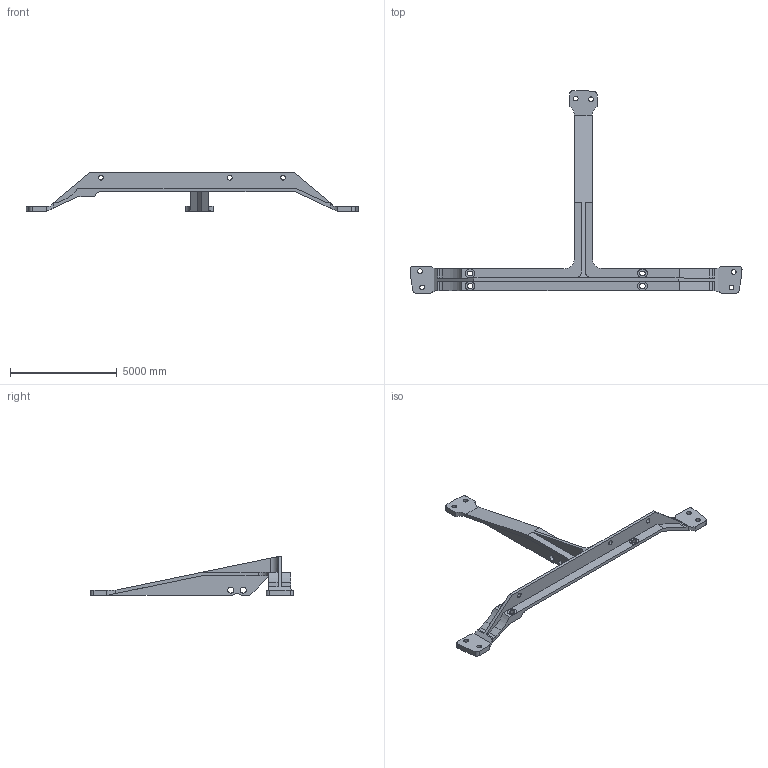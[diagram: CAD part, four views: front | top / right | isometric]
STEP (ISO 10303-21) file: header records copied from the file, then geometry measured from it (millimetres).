
FILE_DESCRIPTION(('produced by SPATIAL CORP'),'2;1');
FILE_NAME( '3tmount.step.hh.sat.stp','2002-04-22T10:02:58+00:00',('SPATIAL CORP'),('SPATIAL CORP' ),'ACIS STEP Husk','http://www.spatial.com','SPATIAL CORP');
FILE_SCHEMA(('CONFIG_CONTROL_DESIGN'));
Length unit declared in the file: millimetre
Products named in the file (1): PRODUCT_ID_1
Bounding box: 15546.46 x 9498.72 x 1812.99 mm (x, y, z)
Volume: 6487856935.9 mm3; surface area: 86827403.8 mm2
Topology: 1 solids, 1 shells, 157 faces, 464 edges, 313 vertices
Faces by surface type: cylinder 88, plane 69
Entity records: 4960 total; most frequent: ORIENTED_EDGE 928, CARTESIAN_POINT 828, DIRECTION 765, EDGE_CURVE 464, VERTEX_POINT 313, VECTOR 265, LINE 265, AXIS2_PLACEMENT_3D 250
